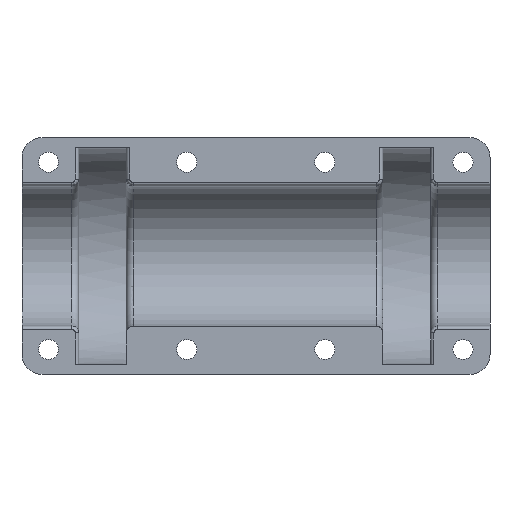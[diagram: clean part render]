
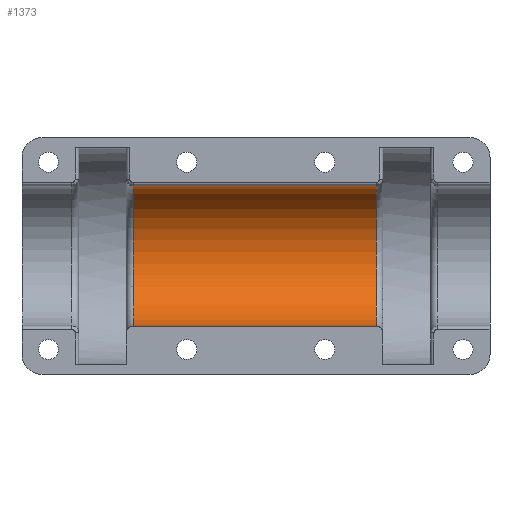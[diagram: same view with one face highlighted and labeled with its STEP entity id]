
A CAD part, front view. The second image highlights one B-rep face of the part: STEP entity #1373.
In plain terms, the highlighted cylindrical face has radius 10.5 mm (diameter 21 mm), a partial arc.
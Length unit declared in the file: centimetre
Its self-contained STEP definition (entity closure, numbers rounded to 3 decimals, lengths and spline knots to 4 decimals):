
#169=FACE_OUTER_BOUND($,#260,.T.);
#260=EDGE_LOOP($,(#1050,#1051,#1052,#1053));
#368=LINE($,#2264,#429);
#384=LINE($,#2537,#445);
#429=VECTOR($,#1685,3.635);
#445=VECTOR($,#1753,3.635);
#507=CIRCLE($,#1495,1.05);
#508=CIRCLE($,#1497,1.05);
#601=VERTEX_POINT($,#2252);
#602=VERTEX_POINT($,#2263);
#631=VERTEX_POINT($,#2519);
#633=VERTEX_POINT($,#2533);
#745=EDGE_CURVE($,#602,#601,#368,.F.);
#790=EDGE_CURVE($,#631,#633,#384,.T.);
#799=EDGE_CURVE($,#633,#601,#507,.T.);
#800=EDGE_CURVE($,#631,#602,#508,.T.);
#1050=ORIENTED_EDGE($,*,*,#790,.F.);
#1051=ORIENTED_EDGE($,*,*,#800,.T.);
#1052=ORIENTED_EDGE($,*,*,#745,.T.);
#1053=ORIENTED_EDGE($,*,*,#799,.F.);
#1315=CYLINDRICAL_SURFACE($,#1496,1.05);
#1373=ADVANCED_FACE($,(#169),#1315,.F.);
#1495=AXIS2_PLACEMENT_3D($,#2595,#1768,#1769);
#1496=AXIS2_PLACEMENT_3D($,#2596,#1770,#1771);
#1497=AXIS2_PLACEMENT_3D($,#2597,#1772,#1773);
#1685=DIRECTION($,(-1.,0.,0.));
#1753=DIRECTION($,(1.,0.,0.));
#1768=DIRECTION('center_axis',(-1.,0.,0.));
#1769=DIRECTION('ref_axis',(0.,1.,0.));
#1770=DIRECTION('center_axis',(-1.,0.,0.));
#1771=DIRECTION('ref_axis',(0.,0.,1.));
#1772=DIRECTION('center_axis',(-1.,0.,0.));
#1773=DIRECTION('ref_axis',(0.,0.,1.));
#2252=CARTESIAN_POINT('',(-21.7,25.0236,0.6511));
#2263=CARTESIAN_POINT('',(-25.335,25.0236,0.6511));
#2264=CARTESIAN_POINT($,(-19.9965,25.0236,0.6511));
#2519=CARTESIAN_POINT('',(-25.335,25.0748,2.748));
#2533=CARTESIAN_POINT('',(-21.7,25.0748,2.748));
#2537=CARTESIAN_POINT($,(-19.9965,25.0748,2.748));
#2595=CARTESIAN_POINT('Origin',(-21.7,25.1,1.6983));
#2596=CARTESIAN_POINT('Origin',(-19.9965,25.1,1.6983));
#2597=CARTESIAN_POINT('Origin',(-25.335,25.1,1.6983));
